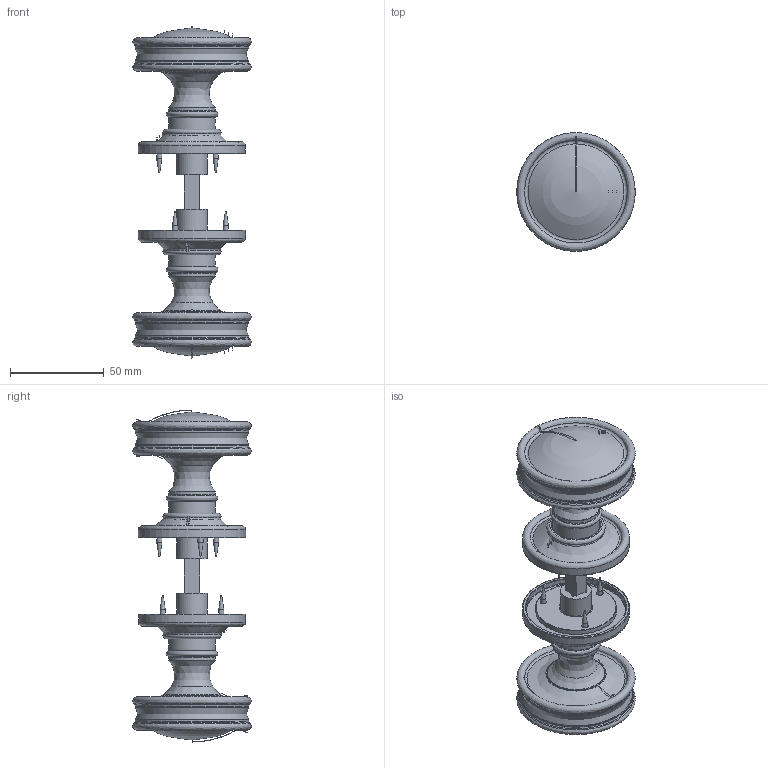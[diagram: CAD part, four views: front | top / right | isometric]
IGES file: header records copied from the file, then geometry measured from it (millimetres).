
Global section: file name: PK8060BR57; native system: Autodesk Inventor 2024; preprocessor: unknown; author: rclarke; date: 20250425.080753; units: millimetre
Bounding box: 62.97 x 62.95 x 176.74 mm (x, y, z)
Volume: 164765 mm3; surface area: 64646.4 mm2
Topology: 25 solids, 25 shells, 484 faces, 1372 edges, 990 vertices
Faces by surface type: bspline 470, revolution 14
